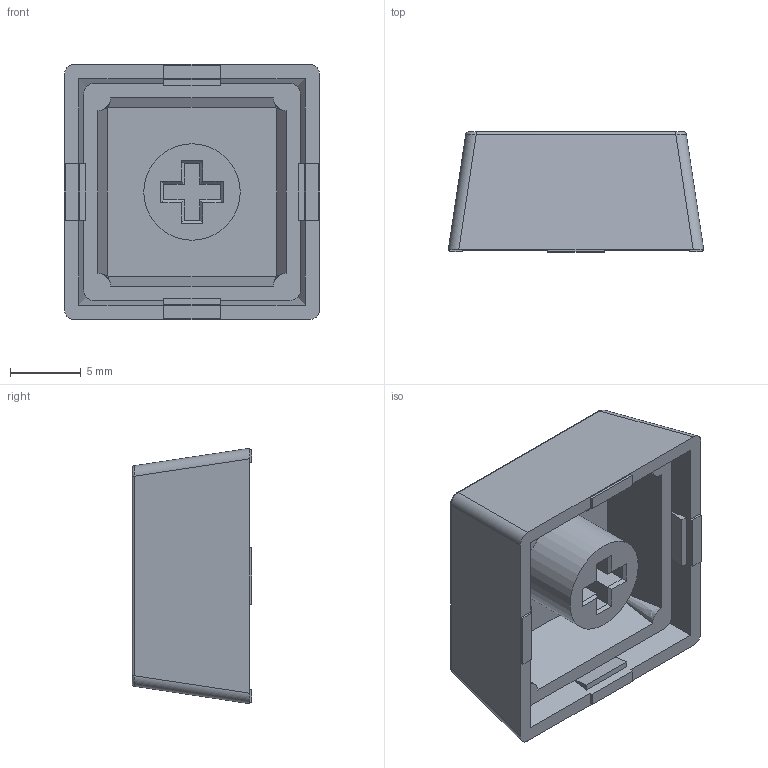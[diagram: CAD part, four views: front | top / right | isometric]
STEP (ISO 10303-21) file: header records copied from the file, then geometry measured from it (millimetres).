
FILE_DESCRIPTION(/* description */ ('STEP AP242','CAx-IF Rec.Pracs.---Representation and Presentation of Product Manufacturing Information (PMI)---4.0---2014-10-13','CAx-IF Rec.Pracs.---3D Tessellated Geometry---0.4---2014-09-14','2;1'),/* implementation_level */ '2;1');
FILE_NAME(/* name */ '687a48f20f797b40055a06a6',/* time_stamp */ '2025-07-18T13:15:31Z',/* author */ (''),/* organization */ (''),/* preprocessor_version */ 'ST-DEVELOPER v20',/* originating_system */ 'ONSHAPE BY PTC INC, 1.200',/* authorisation */ ' ');
FILE_SCHEMA (('AP242_MANAGED_MODEL_BASED_3D_ENGINEERING_MIM_LF { 1 0 10303 442 1 1 4 }'));
Length unit declared in the file: metre
Products named in the file (2): up; back
Bounding box: 18 x 8.45 x 18 mm (x, y, z)
Volume: 1332.7 mm3; surface area: 2899 mm2
Topology: 2 solids, 2 shells, 279 faces, 746 edges, 488 vertices
Faces by surface type: bspline 162, plane 97, cylinder 20
Full cylindrical faces by diameter (mm): 6.8 x1
Entity records: 11396 total; most frequent: CARTESIAN_POINT 5567, ORIENTED_EDGE 1490, EDGE_CURVE 745, DIRECTION 626, VERTEX_POINT 488, B_SPLINE_CURVE_WITH_KNOTS 365, LINE 352, VECTOR 352
